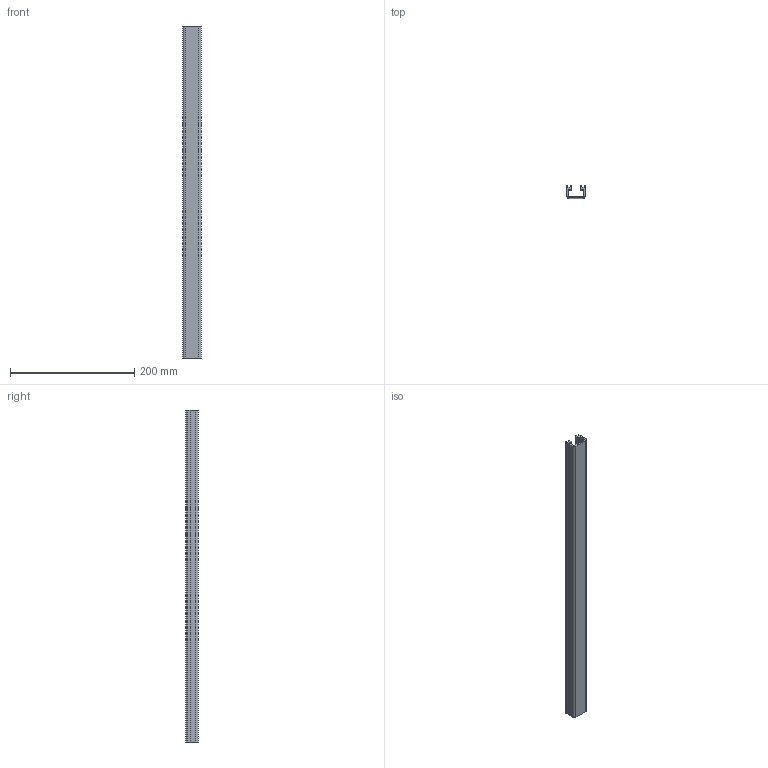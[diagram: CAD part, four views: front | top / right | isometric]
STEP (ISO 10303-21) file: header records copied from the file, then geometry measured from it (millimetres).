
FILE_DESCRIPTION((''),'2;1');
FILE_NAME('4332_0261_0','2017-08-15T',('SEERHAA1'),(''),'CREO PARAMETRIC BY PTC INC, 2016130','CREO PARAMETRIC BY PTC INC, 2016130','');
FILE_SCHEMA(('CONFIG_CONTROL_DESIGN'));
Length unit declared in the file: millimetre
Products named in the file (1): 4332_0261_0
Bounding box: 30 x 20 x 534 mm (x, y, z)
Volume: 106989.6 mm3; surface area: 83613.9 mm2
Topology: 1 solids, 1 shells, 45 faces, 129 edges, 86 vertices
Faces by surface type: plane 23, cylinder 22
Entity records: 1525 total; most frequent: DIRECTION 263, CARTESIAN_POINT 260, ORIENTED_EDGE 258, EDGE_CURVE 129, AXIS2_PLACEMENT_3D 89, VERTEX_POINT 86, VECTOR 85, LINE 85
